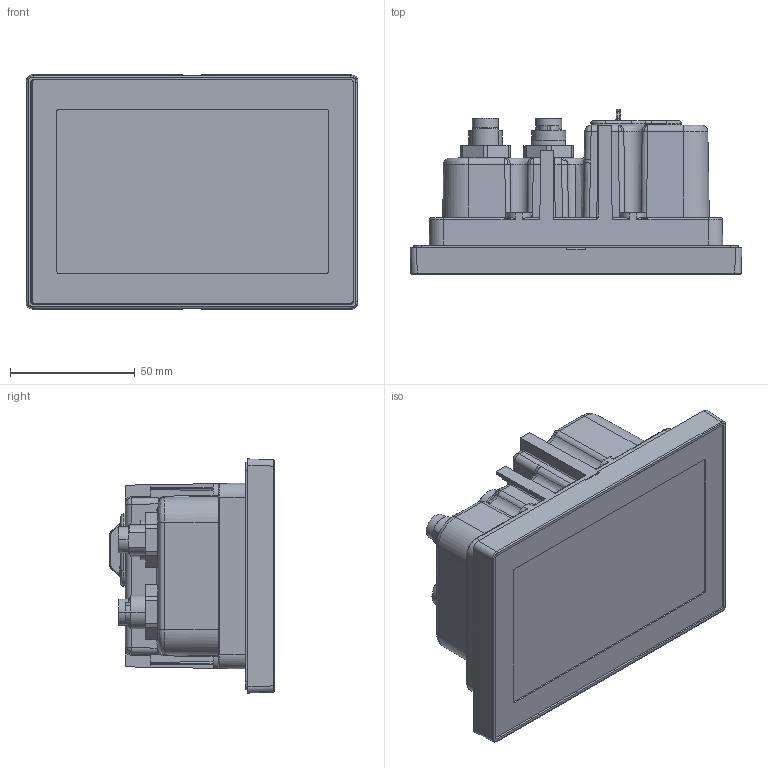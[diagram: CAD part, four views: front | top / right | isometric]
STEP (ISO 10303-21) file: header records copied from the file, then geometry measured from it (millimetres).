
FILE_DESCRIPTION(/* description */ (''),/* implementation_level */ '2;1');
FILE_NAME(/* name */ 'SEAKEEPER 5in DISPLAY',/* time_stamp */ '2017-03-24T14:17:14-04:00',/* author */ (''),/* organization */ (''),/* preprocessor_version */ 'ST-DEVELOPER v15',/* originating_system */ '',/* authorisation */ '');
FILE_SCHEMA (('AUTOMOTIVE_DESIGN'));
Products named in the file (8): Document; 70839; 70787_ASM for dummy display; 70837; 70780; 70838; 70836; 70835
Assembly tree (8 placements, depth 3):
  Document
    70839
    70787_ASM for dummy display
      70837  x2
      70780
      70838
      70836
      70835
Bounding box: 133.1 x 66.19 x 93.9 mm (x, y, z)
Volume: 23242.5 mm3; surface area: 115150 mm2
Topology: 10 solids, 112 shells, 2006 faces, 5583 edges, 3552 vertices
Faces by surface type: bspline 1421, plane 585
Entity records: 96150 total; most frequent: CARTESIAN_POINT 66925, ORIENTED_EDGE 9427, EDGE_CURVE 5054, VERTEX_POINT 3388, B_SPLINE_CURVE_WITH_KNOTS 2168, EDGE_LOOP 2097, ADVANCED_FACE 1909, FACE_OUTER_BOUND 1909
